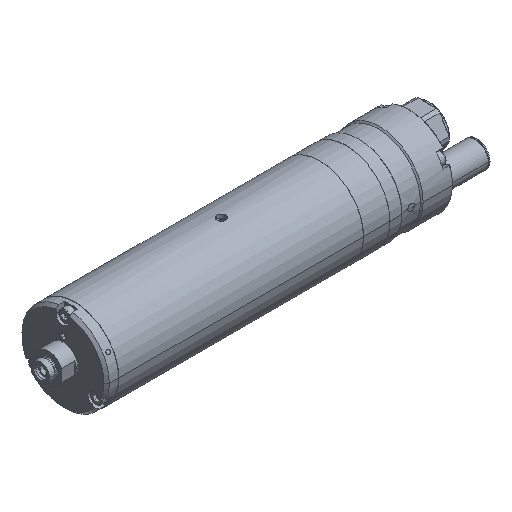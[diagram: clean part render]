
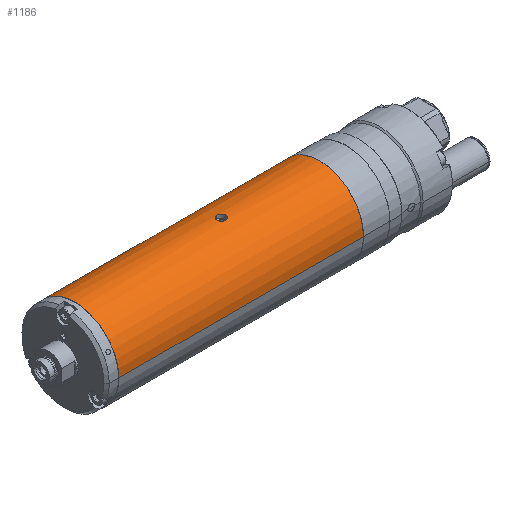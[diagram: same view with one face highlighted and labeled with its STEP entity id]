
A CAD part, isometric view. The second image highlights one B-rep face of the part: STEP entity #1186.
In plain terms, the highlighted cylindrical face has radius 16.5 mm (diameter 33 mm), a partial arc.
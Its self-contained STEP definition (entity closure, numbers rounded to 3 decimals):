
#272 = CARTESIAN_POINT ( 'NONE',  ( 44.406, 3.629, -17.16 ) ) ;
#340 = ORIENTED_EDGE ( 'NONE', *, *, #5146, .F. ) ;
#881 = CARTESIAN_POINT ( 'NONE',  ( 44.406, -29.371, -17.16 ) ) ;
#1186 = ADVANCED_FACE ( 'NONE', ( #7772, #7762 ), #7715, .T. ) ;
#1203 = B_SPLINE_CURVE_WITH_KNOTS ( 'NONE', 3,
 ( #3262, #3220, #3204, #3192, #3182, #3173, #3170, #3160, #3137, #3136, #3125, #3118, #3110, #3099, #3098, #3077, #3070, #3069, #3061, #3048, #3046, #3039, #3032, #3020, #3019, #3009, #2992, #2991, #2983, #2982 ),
 .UNSPECIFIED., .F., .F.,
 ( 4, 2, 2, 2, 2, 2, 2, 2, 2, 2, 2, 2, 2, 2, 4 ),
 ( 0., 0., 0.001, 0.001, 0.001, 0.002, 0.003, 0.003, 0.003, 0.004, 0.004, 0.004, 0.005, 0.005, 0.005 ),
 .UNSPECIFIED. ) ;
#1235 = CARTESIAN_POINT ( 'NONE',  ( -47.594, -29.371, -17.16 ) ) ;
#2072 = ORIENTED_EDGE ( 'NONE', *, *, #5121, .T. ) ;
#2073 = AXIS2_PLACEMENT_3D ( 'NONE', #2788, #2776, #2775 ) ;
#2094 = AXIS2_PLACEMENT_3D ( 'NONE', #3588, #3586, #3575 ) ;
#2775 = DIRECTION ( 'NONE',  ( 0., -1., 0. ) ) ;
#2776 = DIRECTION ( 'NONE',  ( 1., 0., 0. ) ) ;
#2788 = CARTESIAN_POINT ( 'NONE',  ( -47.594, -12.871, -17.16 ) ) ;
#2924 = VERTEX_POINT ( 'NONE', #272 ) ;
#2970 = CARTESIAN_POINT ( 'NONE',  ( 7.406, -11.221, -0.743 ) ) ;
#2982 = CARTESIAN_POINT ( 'NONE',  ( 7.406, -11.221, -0.743 ) ) ;
#2983 = CARTESIAN_POINT ( 'NONE',  ( 7.514, -11.221, -0.743 ) ) ;
#2991 = CARTESIAN_POINT ( 'NONE',  ( 7.623, -11.232, -0.742 ) ) ;
#2992 = CARTESIAN_POINT ( 'NONE',  ( 7.835, -11.274, -0.738 ) ) ;
#3009 = CARTESIAN_POINT ( 'NONE',  ( 7.938, -11.306, -0.735 ) ) ;
#3013 = AXIS2_PLACEMENT_3D ( 'NONE', #3679, #3631, #3709 ) ;
#3019 = CARTESIAN_POINT ( 'NONE',  ( 8.138, -11.388, -0.727 ) ) ;
#3020 = CARTESIAN_POINT ( 'NONE',  ( 8.234, -11.44, -0.722 ) ) ;
#3032 = CARTESIAN_POINT ( 'NONE',  ( 8.413, -11.56, -0.712 ) ) ;
#3039 = CARTESIAN_POINT ( 'NONE',  ( 8.496, -11.628, -0.707 ) ) ;
#3046 = CARTESIAN_POINT ( 'NONE',  ( 8.65, -11.782, -0.696 ) ) ;
#3048 = CARTESIAN_POINT ( 'NONE',  ( 8.718, -11.865, -0.691 ) ) ;
#3061 = CARTESIAN_POINT ( 'NONE',  ( 8.838, -12.044, -0.681 ) ) ;
#3069 = CARTESIAN_POINT ( 'NONE',  ( 8.889, -12.141, -0.676 ) ) ;
#3070 = CARTESIAN_POINT ( 'NONE',  ( 8.972, -12.34, -0.668 ) ) ;
#3077 = CARTESIAN_POINT ( 'NONE',  ( 9.003, -12.443, -0.665 ) ) ;
#3098 = CARTESIAN_POINT ( 'NONE',  ( 9.045, -12.655, -0.661 ) ) ;
#3099 = CARTESIAN_POINT ( 'NONE',  ( 9.056, -12.764, -0.66 ) ) ;
#3110 = CARTESIAN_POINT ( 'NONE',  ( 9.056, -13.087, -0.66 ) ) ;
#3118 = CARTESIAN_POINT ( 'NONE',  ( 9.013, -13.305, -0.665 ) ) ;
#3125 = CARTESIAN_POINT ( 'NONE',  ( 8.848, -13.702, -0.68 ) ) ;
#3136 = CARTESIAN_POINT ( 'NONE',  ( 8.725, -13.886, -0.691 ) ) ;
#3137 = CARTESIAN_POINT ( 'NONE',  ( 8.497, -14.114, -0.707 ) ) ;
#3160 = CARTESIAN_POINT ( 'NONE',  ( 8.412, -14.184, -0.712 ) ) ;
#3170 = CARTESIAN_POINT ( 'NONE',  ( 8.233, -14.303, -0.722 ) ) ;
#3173 = CARTESIAN_POINT ( 'NONE',  ( 8.138, -14.354, -0.727 ) ) ;
#3182 = CARTESIAN_POINT ( 'NONE',  ( 7.938, -14.437, -0.735 ) ) ;
#3192 = CARTESIAN_POINT ( 'NONE',  ( 7.833, -14.469, -0.738 ) ) ;
#3204 = CARTESIAN_POINT ( 'NONE',  ( 7.622, -14.511, -0.742 ) ) ;
#3220 = CARTESIAN_POINT ( 'NONE',  ( 7.515, -14.521, -0.743 ) ) ;
#3262 = CARTESIAN_POINT ( 'NONE',  ( 7.406, -14.521, -0.743 ) ) ;
#3575 = DIRECTION ( 'NONE',  ( 0., -1., 0. ) ) ;
#3586 = DIRECTION ( 'NONE',  ( 1., 0., 0. ) ) ;
#3588 = CARTESIAN_POINT ( 'NONE',  ( 44.406, -12.871, -17.16 ) ) ;
#3631 = DIRECTION ( 'NONE',  ( 1., 0., 0. ) ) ;
#3679 = CARTESIAN_POINT ( 'NONE',  ( 44.406, -12.871, -17.16 ) ) ;
#3709 = DIRECTION ( 'NONE',  ( 0., -1., 0. ) ) ;
#3901 = ORIENTED_EDGE ( 'NONE', *, *, #5254, .F. ) ;
#3912 = ORIENTED_EDGE ( 'NONE', *, *, #5226, .F. ) ;
#4281 = CARTESIAN_POINT ( 'NONE',  ( 7.406, -14.521, -0.743 ) ) ;
#4290 = CARTESIAN_POINT ( 'NONE',  ( 7.188, -14.521, -0.743 ) ) ;
#4306 = CARTESIAN_POINT ( 'NONE',  ( 6.971, -14.478, -0.738 ) ) ;
#4307 = CARTESIAN_POINT ( 'NONE',  ( 6.574, -14.313, -0.723 ) ) ;
#4317 = CARTESIAN_POINT ( 'NONE',  ( 6.391, -14.19, -0.712 ) ) ;
#4318 = CARTESIAN_POINT ( 'NONE',  ( 6.163, -13.961, -0.696 ) ) ;
#4325 = CARTESIAN_POINT ( 'NONE',  ( 6.093, -13.876, -0.691 ) ) ;
#4334 = CARTESIAN_POINT ( 'NONE',  ( 5.973, -13.697, -0.681 ) ) ;
#4343 = CARTESIAN_POINT ( 'NONE',  ( 5.923, -13.602, -0.676 ) ) ;
#4353 = CARTESIAN_POINT ( 'NONE',  ( 5.84, -13.402, -0.668 ) ) ;
#4363 = CARTESIAN_POINT ( 'NONE',  ( 5.808, -13.298, -0.665 ) ) ;
#4364 = CARTESIAN_POINT ( 'NONE',  ( 5.767, -13.087, -0.661 ) ) ;
#4373 = CARTESIAN_POINT ( 'NONE',  ( 5.756, -12.979, -0.66 ) ) ;
#4376 = CARTESIAN_POINT ( 'NONE',  ( 5.756, -12.761, -0.66 ) ) ;
#4383 = CARTESIAN_POINT ( 'NONE',  ( 5.767, -12.654, -0.661 ) ) ;
#4391 = CARTESIAN_POINT ( 'NONE',  ( 5.809, -12.443, -0.665 ) ) ;
#4392 = CARTESIAN_POINT ( 'NONE',  ( 5.841, -12.338, -0.669 ) ) ;
#4402 = CARTESIAN_POINT ( 'NONE',  ( 5.924, -12.139, -0.676 ) ) ;
#4410 = CARTESIAN_POINT ( 'NONE',  ( 5.975, -12.044, -0.681 ) ) ;
#4418 = CARTESIAN_POINT ( 'NONE',  ( 6.094, -11.865, -0.691 ) ) ;
#4419 = CARTESIAN_POINT ( 'NONE',  ( 6.164, -11.78, -0.696 ) ) ;
#4429 = CARTESIAN_POINT ( 'NONE',  ( 6.392, -11.552, -0.712 ) ) ;
#4430 = CARTESIAN_POINT ( 'NONE',  ( 6.576, -11.429, -0.723 ) ) ;
#4436 = CARTESIAN_POINT ( 'NONE',  ( 6.974, -11.265, -0.738 ) ) ;
#4482 = CARTESIAN_POINT ( 'NONE',  ( 7.191, -11.221, -0.743 ) ) ;
#4532 = CARTESIAN_POINT ( 'NONE',  ( 7.406, -11.221, -0.743 ) ) ;
#4608 = VERTEX_POINT ( 'NONE', #881 ) ;
#4725 = VERTEX_POINT ( 'NONE', #8193 ) ;
#4920 = DIRECTION ( 'NONE',  ( 1., 0., 0. ) ) ;
#4963 = CARTESIAN_POINT ( 'NONE',  ( 44.406, -29.371, -17.16 ) ) ;
#5019 = DIRECTION ( 'NONE',  ( 1., 0., 0. ) ) ;
#5032 = VERTEX_POINT ( 'NONE', #5530 ) ;
#5109 = EDGE_CURVE ( 'NONE', #4725, #2924, #5683, .T. ) ;
#5121 = EDGE_CURVE ( 'NONE', #7646, #4608, #5601, .T. ) ;
#5146 = EDGE_CURVE ( 'NONE', #8644, #5032, #6795, .T. ) ;
#5165 = CARTESIAN_POINT ( 'NONE',  ( 44.406, 3.629, -17.16 ) ) ;
#5226 = EDGE_CURVE ( 'NONE', #2924, #4608, #5422, .T. ) ;
#5254 = EDGE_CURVE ( 'NONE', #5032, #8644, #1203, .T. ) ;
#5270 = EDGE_CURVE ( 'NONE', #4725, #7646, #5368, .T. ) ;
#5368 = CIRCLE ( 'NONE', #2073, 16.5 ) ;
#5422 = CIRCLE ( 'NONE', #2094, 16.5 ) ;
#5530 = CARTESIAN_POINT ( 'NONE',  ( 7.406, -14.521, -0.743 ) ) ;
#5593 = VECTOR ( 'NONE', #4920, 1000. ) ;
#5601 = LINE ( 'NONE', #4963, #5593 ) ;
#5625 = VECTOR ( 'NONE', #5019, 1000. ) ;
#5683 = LINE ( 'NONE', #5165, #5625 ) ;
#5929 = ORIENTED_EDGE ( 'NONE', *, *, #5270, .T. ) ;
#6243 = ORIENTED_EDGE ( 'NONE', *, *, #5109, .F. ) ;
#6630 = EDGE_LOOP ( 'NONE', ( #6243, #5929, #2072, #3912 ) ) ;
#6795 = B_SPLINE_CURVE_WITH_KNOTS ( 'NONE', 3,
 ( #4532, #4482, #4436, #4430, #4429, #4419, #4418, #4410, #4402, #4392, #4391, #4383, #4376, #4373, #4364, #4363, #4353, #4343, #4334, #4325, #4318, #4317, #4307, #4306, #4290, #4281 ),
 .UNSPECIFIED., .F., .F.,
 ( 4, 2, 2, 2, 2, 2, 2, 2, 2, 2, 2, 2, 4 ),
 ( 0.005, 0.006, 0.006, 0.007, 0.007, 0.007, 0.008, 0.008, 0.008, 0.009, 0.009, 0.01, 0.01 ),
 .UNSPECIFIED. ) ;
#7058 = EDGE_LOOP ( 'NONE', ( #3901, #340 ) ) ;
#7646 = VERTEX_POINT ( 'NONE', #1235 ) ;
#7715 = CYLINDRICAL_SURFACE ( 'NONE', #3013, 16.5 ) ;
#7762 = FACE_BOUND ( 'NONE', #7058, .T. ) ;
#7772 = FACE_OUTER_BOUND ( 'NONE', #6630, .T. ) ;
#8193 = CARTESIAN_POINT ( 'NONE',  ( -47.594, 3.629, -17.16 ) ) ;
#8644 = VERTEX_POINT ( 'NONE', #2970 ) ;
